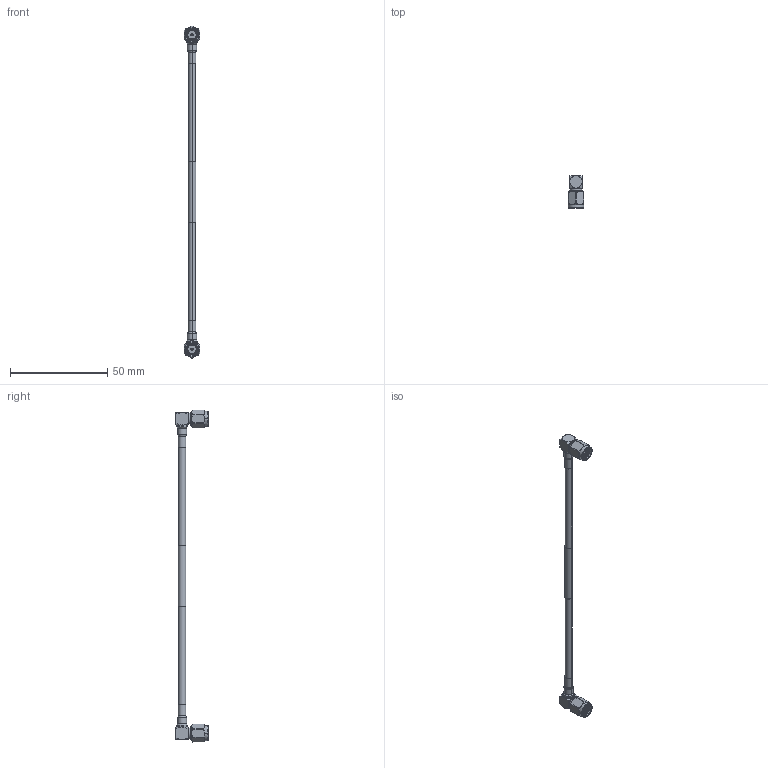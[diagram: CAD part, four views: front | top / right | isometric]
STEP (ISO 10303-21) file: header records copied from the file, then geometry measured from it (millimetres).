
FILE_DESCRIPTION (( 'STEP AP214' ), '1' );
FILE_NAME ('FMC00988_3D.step', '2023-02-06T16:00:10', ( '' ), ( '' ), 'SwSTEP 2.0', 'SolidWorks 2022', '' );
FILE_SCHEMA (( 'AUTOMOTIVE_DESIGN' ));
Length unit declared in the file: inch
Products named in the file (5): FMC00988_3D; Copy (2) of PE4083_SC7016^FMC00988; Part1^FMC00988; Copy of RG402^FMC00988; Copy of PE4083_SC7016^FMC00988
Assembly tree (4 placements, depth 2):
  FMC00988_3D
    Copy of PE4083_SC7016^FMC00988
    Copy (2) of PE4083_SC7016^FMC00988
    Copy of RG402^FMC00988
    Part1^FMC00988
Bounding box: 8 x 16.5 x 170.3 mm (x, y, z)
Volume: 3007 mm3; surface area: 4743.1 mm2
Topology: 8 solids, 8 shells, 642 faces, 1736 edges, 1132 vertices
Faces by surface type: plane 258, cylinder 206, cone 160, torus 12, bspline 6
Entity records: 23026 total; most frequent: CARTESIAN_POINT 6795, ORIENTED_EDGE 3472, DIRECTION 3218, EDGE_CURVE 1736, AXIS2_PLACEMENT_3D 1171, VERTEX_POINT 1132, LINE 876, VECTOR 876
